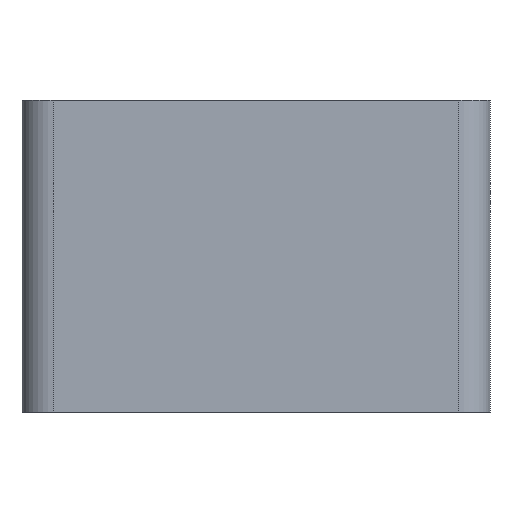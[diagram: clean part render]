
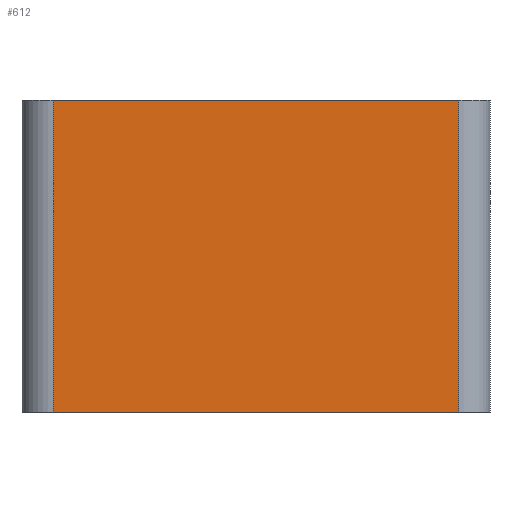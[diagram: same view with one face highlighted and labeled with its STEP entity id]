
A CAD part, front view. The second image highlights one B-rep face of the part: STEP entity #612.
In plain terms, the highlighted planar face has unit normal (0, -1, 0).
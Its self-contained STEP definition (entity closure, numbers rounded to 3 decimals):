
#111 = VERTEX_POINT('',#112);
#112 = CARTESIAN_POINT('',(-6.5,-11.1,0.));
#119 = EDGE_CURVE('',#111,#120,#122,.T.);
#120 = VERTEX_POINT('',#121);
#121 = CARTESIAN_POINT('',(6.5,-11.1,0.));
#122 = LINE('',#123,#124);
#123 = CARTESIAN_POINT('',(-7.5,-11.1,0.));
#124 = VECTOR('',#125,1.);
#125 = DIRECTION('',(1.,0.,0.));
#273 = EDGE_CURVE('',#111,#274,#276,.T.);
#274 = VERTEX_POINT('',#275);
#275 = CARTESIAN_POINT('',(-6.5,-11.1,10.));
#276 = LINE('',#277,#278);
#277 = CARTESIAN_POINT('',(-6.5,-11.1,0.));
#278 = VECTOR('',#279,1.);
#279 = DIRECTION('',(0.,0.,1.));
#340 = EDGE_CURVE('',#274,#341,#343,.T.);
#341 = VERTEX_POINT('',#342);
#342 = CARTESIAN_POINT('',(6.5,-11.1,10.));
#343 = LINE('',#344,#345);
#344 = CARTESIAN_POINT('',(-7.5,-11.1,10.));
#345 = VECTOR('',#346,1.);
#346 = DIRECTION('',(1.,0.,0.));
#612 = ADVANCED_FACE('',(#613),#624,.F.);
#613 = FACE_BOUND('',#614,.F.);
#614 = EDGE_LOOP('',(#615,#616,#617,#618));
#615 = ORIENTED_EDGE('',*,*,#119,.F.);
#616 = ORIENTED_EDGE('',*,*,#273,.T.);
#617 = ORIENTED_EDGE('',*,*,#340,.T.);
#618 = ORIENTED_EDGE('',*,*,#619,.F.);
#619 = EDGE_CURVE('',#120,#341,#620,.T.);
#620 = LINE('',#621,#622);
#621 = CARTESIAN_POINT('',(6.5,-11.1,0.));
#622 = VECTOR('',#623,1.);
#623 = DIRECTION('',(0.,0.,1.));
#624 = PLANE('',#625);
#625 = AXIS2_PLACEMENT_3D('',#626,#627,#628);
#626 = CARTESIAN_POINT('',(-7.5,-11.1,0.));
#627 = DIRECTION('',(0.,1.,0.));
#628 = DIRECTION('',(1.,0.,0.));
